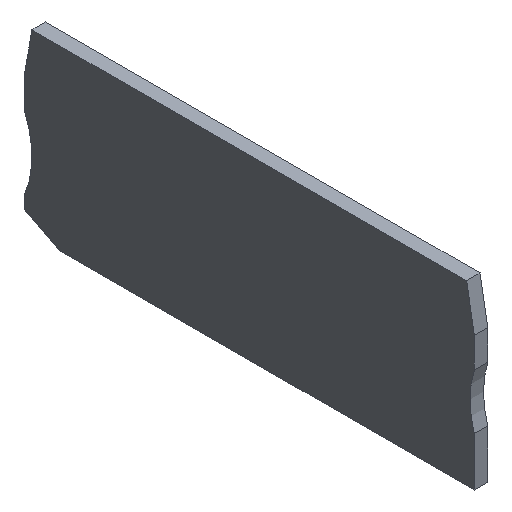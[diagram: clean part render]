
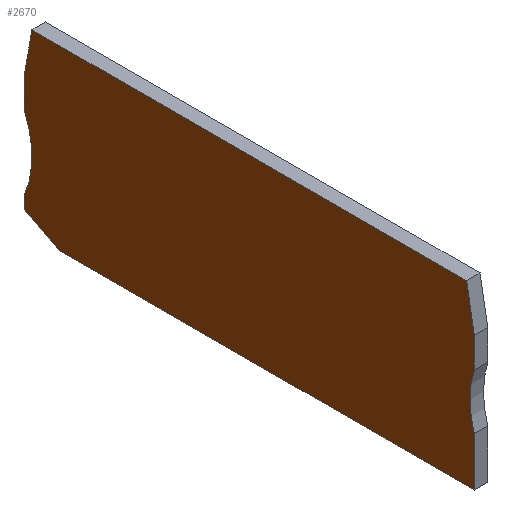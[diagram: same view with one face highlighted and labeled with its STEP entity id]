
A CAD part, isometric view. The second image highlights one B-rep face of the part: STEP entity #2670.
In plain terms, the highlighted face is planar.
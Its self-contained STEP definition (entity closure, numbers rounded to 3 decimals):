
#60=CARTESIAN_POINT('',(38.032,-12.13,53.17));
#70=DIRECTION('',(0.,-1.,0.));
#80=VECTOR('',#70,1.);
#90=LINE('',#60,#80);
#100=CARTESIAN_POINT('',(38.032,-16.24,53.17));
#110=VERTEX_POINT('',#100);
#120=CARTESIAN_POINT('',(38.032,-21.2,53.17));
#130=VERTEX_POINT('',#120);
#140=EDGE_CURVE('',#110,#130,#90,.T.);
#530=CARTESIAN_POINT('',(38.032,-12.13,53.17));
#540=DIRECTION('',(0.,-1.,0.));
#550=VECTOR('',#540,1.);
#560=LINE('',#530,#550);
#570=CARTESIAN_POINT('',(38.032,-33.2,53.17));
#580=VERTEX_POINT('',#570);
#590=CARTESIAN_POINT('',(38.032,-35.247,53.17));
#600=VERTEX_POINT('',#590);
#610=EDGE_CURVE('',#580,#600,#560,.T.);
#1000=CARTESIAN_POINT('',(11.446,-9.15,53.17));
#1010=DIRECTION('',(1.,0.,0.));
#1020=VECTOR('',#1010,1.);
#1030=LINE('',#1000,#1020);
#1040=CARTESIAN_POINT('',(-34.412,-9.15,53.17));
#1050=VERTEX_POINT('',#1040);
#1060=CARTESIAN_POINT('',(36.782,-9.15,53.17));
#1070=VERTEX_POINT('',#1060);
#1080=EDGE_CURVE('',#1050,#1070,#1030,.T.);
#1470=CARTESIAN_POINT('',(-34.938,-12.13,53.17));
#1480=DIRECTION('',(0.174,0.985,0.));
#1490=VECTOR('',#1480,1.);
#1500=LINE('',#1470,#1490);
#1510=CARTESIAN_POINT('',(-35.668,-16.271,53.17));
#1520=VERTEX_POINT('',#1510);
#1530=EDGE_CURVE('',#1520,#1050,#1500,.T.);
#1850=CARTESIAN_POINT('',(37.307,-12.13,53.17));
#1860=DIRECTION('',(0.174,-0.985,0.));
#1870=VECTOR('',#1860,1.);
#1880=LINE('',#1850,#1870);
#1890=EDGE_CURVE('',#1070,#110,#1880,.T.);
#2090=CARTESIAN_POINT('',(43.521,-41.105,53.17));
#2100=DIRECTION('',(0.,0.,1.));
#2110=DIRECTION('',(-1.,0.,0.));
#2120=AXIS2_PLACEMENT_3D('',#2090,#2100,#2110);
#2130=PLANE('',#2120);
#2140=ORIENTED_EDGE('',*,*,#1530,.T.);
#2150=CARTESIAN_POINT('',(-35.668,-12.13,53.17));
#2160=DIRECTION('',(0.,1.,0.));
#2170=VECTOR('',#2160,1.);
#2180=LINE('',#2150,#2170);
#2190=CARTESIAN_POINT('',(-35.668,-21.2,53.17));
#2200=VERTEX_POINT('',#2190);
#2210=EDGE_CURVE('',#2200,#1520,#2180,.T.);
#2220=ORIENTED_EDGE('',*,*,#2210,.T.);
#2230=CARTESIAN_POINT('',(-49.977,-25.7,53.17));
#2240=DIRECTION('',(0.,0.,1.));
#2250=DIRECTION('',(1.,0.,0.));
#2260=AXIS2_PLACEMENT_3D('',#2230,#2240,#2250);
#2270=CIRCLE('',#2260,15.);
#2280=CARTESIAN_POINT('',(-35.668,-30.2,53.17));
#2290=VERTEX_POINT('',#2280);
#2300=EDGE_CURVE('',#2290,#2200,#2270,.T.);
#2310=ORIENTED_EDGE('',*,*,#2300,.T.);
#2320=CARTESIAN_POINT('',(-35.668,-12.13,53.17));
#2330=DIRECTION('',(0.,1.,0.));
#2340=VECTOR('',#2330,1.);
#2350=LINE('',#2320,#2340);
#2360=CARTESIAN_POINT('',(-35.668,-38.2,53.17));
#2370=VERTEX_POINT('',#2360);
#2380=EDGE_CURVE('',#2370,#2290,#2350,.T.);
#2390=ORIENTED_EDGE('',*,*,#2380,.T.);
#2400=CARTESIAN_POINT('',(11.446,-38.2,53.17));
#2410=DIRECTION('',(-1.,0.,0.));
#2420=VECTOR('',#2410,1.);
#2430=LINE('',#2400,#2420);
#2440=CARTESIAN_POINT('',(32.251,-38.2,53.17));
#2450=VERTEX_POINT('',#2440);
#2460=EDGE_CURVE('',#2450,#2370,#2430,.T.);
#2470=ORIENTED_EDGE('',*,*,#2460,.T.);
#2480=CARTESIAN_POINT('',(11.446,-48.827,53.17));
#2490=DIRECTION('',(-0.891,-0.455,0.));
#2500=VECTOR('',#2490,1.);
#2510=LINE('',#2480,#2500);
#2520=EDGE_CURVE('',#600,#2450,#2510,.T.);
#2530=ORIENTED_EDGE('',*,*,#2520,.T.);
#2540=ORIENTED_EDGE('',*,*,#610,.T.);
#2550=CARTESIAN_POINT('',(51.78,-27.2,53.17));
#2560=DIRECTION('',(0.,0.,1.));
#2570=DIRECTION('',(1.,0.,0.));
#2580=AXIS2_PLACEMENT_3D('',#2550,#2560,#2570);
#2590=CIRCLE('',#2580,15.);
#2600=EDGE_CURVE('',#130,#580,#2590,.T.);
#2610=ORIENTED_EDGE('',*,*,#2600,.T.);
#2620=ORIENTED_EDGE('',*,*,#140,.T.);
#2630=ORIENTED_EDGE('',*,*,#1890,.T.);
#2640=ORIENTED_EDGE('',*,*,#1080,.T.);
#2650=EDGE_LOOP('',(#2640,#2630,#2620,#2610,#2540,#2530,#2470,#2390,
#2310,#2220,#2140));
#2660=FACE_OUTER_BOUND('',#2650,.T.);
#2670=ADVANCED_FACE('',(#2660),#2130,.F.);
